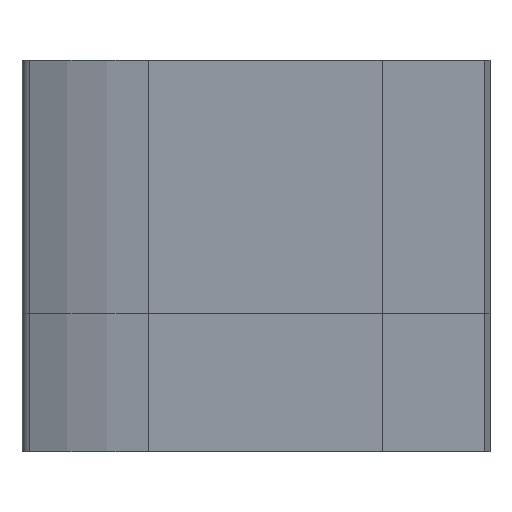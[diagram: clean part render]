
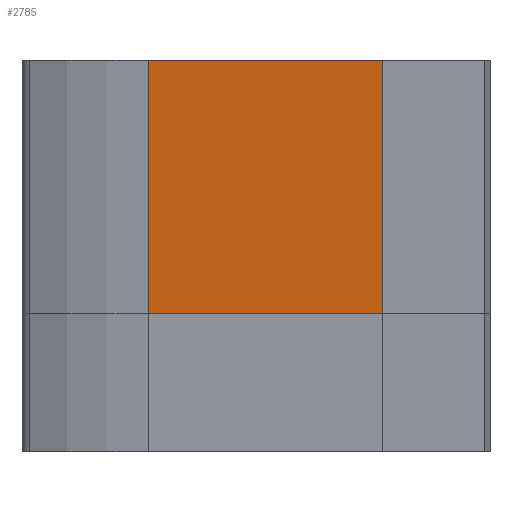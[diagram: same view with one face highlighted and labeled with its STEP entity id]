
A CAD part, left-side view. The second image highlights one B-rep face of the part: STEP entity #2785.
In plain terms, the highlighted planar face has unit normal (-0.985, 0.173, 0).
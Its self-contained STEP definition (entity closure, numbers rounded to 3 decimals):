
#356 = PLANE('',#357);
#357 = AXIS2_PLACEMENT_3D('',#358,#359,#360);
#358 = CARTESIAN_POINT('',(-14.026,-9.702,16.5));
#359 = DIRECTION('',(0.,0.,-1.));
#360 = DIRECTION('',(0.,1.,0.));
#944 = PLANE('',#945);
#945 = AXIS2_PLACEMENT_3D('',#946,#947,#948);
#946 = CARTESIAN_POINT('',(-34.052,-11.5,0.));
#947 = DIRECTION('',(0.985,-0.173,0.)
  );
#948 = DIRECTION('',(0.173,0.985,0.)
  );
#989 = VERTEX_POINT('',#990);
#990 = CARTESIAN_POINT('',(-31.373,3.754,
    0.));
#1026 = CYLINDRICAL_SURFACE('',#1027,21.7);
#1027 = AXIS2_PLACEMENT_3D('',#1028,#1029,#1030);
#1028 = CARTESIAN_POINT('',(-10.,0.,0.)
  );
#1029 = DIRECTION('',(0.,0.,-1.));
#1030 = DIRECTION('',(1.,0.,0.));
#1331 = VERTEX_POINT('',#1332);
#1332 = CARTESIAN_POINT('',(-34.052,-11.5,16.5));
#1346 = PLANE('',#1347);
#1347 = AXIS2_PLACEMENT_3D('',#1348,#1349,#1350);
#1348 = CARTESIAN_POINT('',(-34.052,-11.5,0.));
#1349 = DIRECTION('',(0.985,-0.173,0.)
  );
#1350 = DIRECTION('',(-0.173,-0.985,0.)
  );
#1358 = EDGE_CURVE('',#1359,#1331,#1361,.T.);
#1359 = VERTEX_POINT('',#1360);
#1360 = CARTESIAN_POINT('',(-31.373,3.754,16.5));
#1361 = SURFACE_CURVE('',#1362,(#1366,#1373),.PCURVE_S1.);
#1362 = LINE('',#1363,#1364);
#1363 = CARTESIAN_POINT('',(-31.373,3.754,16.5));
#1364 = VECTOR('',#1365,1.);
#1365 = DIRECTION('',(-0.173,-0.985,0.
    ));
#1366 = PCURVE('',#356,#1367);
#1367 = DEFINITIONAL_REPRESENTATION('',(#1368),#1372);
#1368 = LINE('',#1369,#1370);
#1369 = CARTESIAN_POINT('',(13.457,-17.346));
#1370 = VECTOR('',#1371,1.);
#1371 = DIRECTION('',(-0.985,-0.173));
#1372 = ( GEOMETRIC_REPRESENTATION_CONTEXT(2) 
PARAMETRIC_REPRESENTATION_CONTEXT() REPRESENTATION_CONTEXT('2D SPACE',''
  ) );
#1373 = PCURVE('',#1374,#1379);
#1374 = PLANE('',#1375);
#1375 = AXIS2_PLACEMENT_3D('',#1376,#1377,#1378);
#1376 = CARTESIAN_POINT('',(-31.373,3.754,
    0.));
#1377 = DIRECTION('',(0.985,-0.173,0.)
  );
#1378 = DIRECTION('',(-0.173,-0.985,0.
    ));
#1379 = DEFINITIONAL_REPRESENTATION('',(#1380),#1384);
#1380 = LINE('',#1381,#1382);
#1381 = CARTESIAN_POINT('',(0.,-16.5));
#1382 = VECTOR('',#1383,1.);
#1383 = DIRECTION('',(1.,0.));
#1384 = ( GEOMETRIC_REPRESENTATION_CONTEXT(2) 
PARAMETRIC_REPRESENTATION_CONTEXT() REPRESENTATION_CONTEXT('2D SPACE',''
  ) );
#2552 = VERTEX_POINT('',#2553);
#2553 = CARTESIAN_POINT('',(-34.052,-11.5,0.));
#2601 = EDGE_CURVE('',#2552,#989,#2602,.T.);
#2602 = SURFACE_CURVE('',#2603,(#2607,#2614),.PCURVE_S1.);
#2603 = LINE('',#2604,#2605);
#2604 = CARTESIAN_POINT('',(-34.052,-11.5,0.));
#2605 = VECTOR('',#2606,1.);
#2606 = DIRECTION('',(0.173,0.985,0.)
  );
#2607 = PCURVE('',#944,#2608);
#2608 = DEFINITIONAL_REPRESENTATION('',(#2609),#2613);
#2609 = LINE('',#2610,#2611);
#2610 = CARTESIAN_POINT('',(0.,0.));
#2611 = VECTOR('',#2612,1.);
#2612 = DIRECTION('',(1.,0.));
#2613 = ( GEOMETRIC_REPRESENTATION_CONTEXT(2) 
PARAMETRIC_REPRESENTATION_CONTEXT() REPRESENTATION_CONTEXT('2D SPACE',''
  ) );
#2614 = PCURVE('',#1374,#2615);
#2615 = DEFINITIONAL_REPRESENTATION('',(#2616),#2620);
#2616 = LINE('',#2617,#2618);
#2617 = CARTESIAN_POINT('',(15.488,0.));
#2618 = VECTOR('',#2619,1.);
#2619 = DIRECTION('',(-1.,0.));
#2620 = ( GEOMETRIC_REPRESENTATION_CONTEXT(2) 
PARAMETRIC_REPRESENTATION_CONTEXT() REPRESENTATION_CONTEXT('2D SPACE',''
  ) );
#2627 = EDGE_CURVE('',#989,#1359,#2628,.T.);
#2628 = SURFACE_CURVE('',#2629,(#2633,#2640),.PCURVE_S1.);
#2629 = LINE('',#2630,#2631);
#2630 = CARTESIAN_POINT('',(-31.373,3.754,
    0.));
#2631 = VECTOR('',#2632,1.);
#2632 = DIRECTION('',(0.,0.,1.));
#2633 = PCURVE('',#1026,#2634);
#2634 = DEFINITIONAL_REPRESENTATION('',(#2635),#2639);
#2635 = LINE('',#2636,#2637);
#2636 = CARTESIAN_POINT('',(-2.968,0.));
#2637 = VECTOR('',#2638,1.);
#2638 = DIRECTION('',(-0.,-1.));
#2639 = ( GEOMETRIC_REPRESENTATION_CONTEXT(2) 
PARAMETRIC_REPRESENTATION_CONTEXT() REPRESENTATION_CONTEXT('2D SPACE',''
  ) );
#2640 = PCURVE('',#1374,#2641);
#2641 = DEFINITIONAL_REPRESENTATION('',(#2642),#2646);
#2642 = LINE('',#2643,#2644);
#2643 = CARTESIAN_POINT('',(0.,0.));
#2644 = VECTOR('',#2645,1.);
#2645 = DIRECTION('',(0.,-1.));
#2646 = ( GEOMETRIC_REPRESENTATION_CONTEXT(2) 
PARAMETRIC_REPRESENTATION_CONTEXT() REPRESENTATION_CONTEXT('2D SPACE',''
  ) );
#2762 = EDGE_CURVE('',#2552,#1331,#2763,.T.);
#2763 = SURFACE_CURVE('',#2764,(#2768,#2775),.PCURVE_S1.);
#2764 = LINE('',#2765,#2766);
#2765 = CARTESIAN_POINT('',(-34.052,-11.5,0.));
#2766 = VECTOR('',#2767,1.);
#2767 = DIRECTION('',(0.,0.,1.));
#2768 = PCURVE('',#1346,#2769);
#2769 = DEFINITIONAL_REPRESENTATION('',(#2770),#2774);
#2770 = LINE('',#2771,#2772);
#2771 = CARTESIAN_POINT('',(0.,0.));
#2772 = VECTOR('',#2773,1.);
#2773 = DIRECTION('',(0.,-1.));
#2774 = ( GEOMETRIC_REPRESENTATION_CONTEXT(2) 
PARAMETRIC_REPRESENTATION_CONTEXT() REPRESENTATION_CONTEXT('2D SPACE',''
  ) );
#2775 = PCURVE('',#1374,#2776);
#2776 = DEFINITIONAL_REPRESENTATION('',(#2777),#2781);
#2777 = LINE('',#2778,#2779);
#2778 = CARTESIAN_POINT('',(15.488,0.));
#2779 = VECTOR('',#2780,1.);
#2780 = DIRECTION('',(0.,-1.));
#2781 = ( GEOMETRIC_REPRESENTATION_CONTEXT(2) 
PARAMETRIC_REPRESENTATION_CONTEXT() REPRESENTATION_CONTEXT('2D SPACE',''
  ) );
#2785 = ADVANCED_FACE('',(#2786),#1374,.F.);
#2786 = FACE_BOUND('',#2787,.F.);
#2787 = EDGE_LOOP('',(#2788,#2789,#2790,#2791));
#2788 = ORIENTED_EDGE('',*,*,#2627,.T.);
#2789 = ORIENTED_EDGE('',*,*,#1358,.T.);
#2790 = ORIENTED_EDGE('',*,*,#2762,.F.);
#2791 = ORIENTED_EDGE('',*,*,#2601,.T.);
